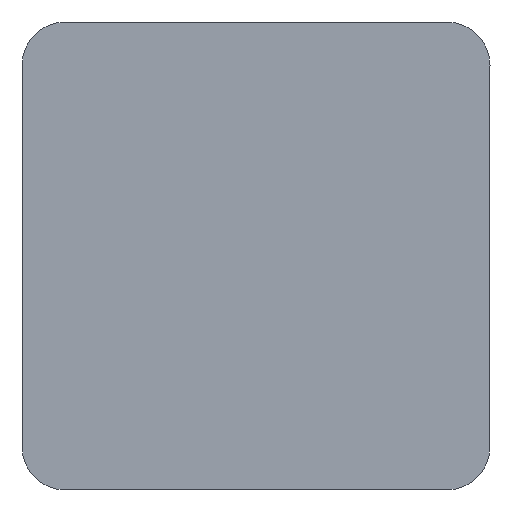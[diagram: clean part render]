
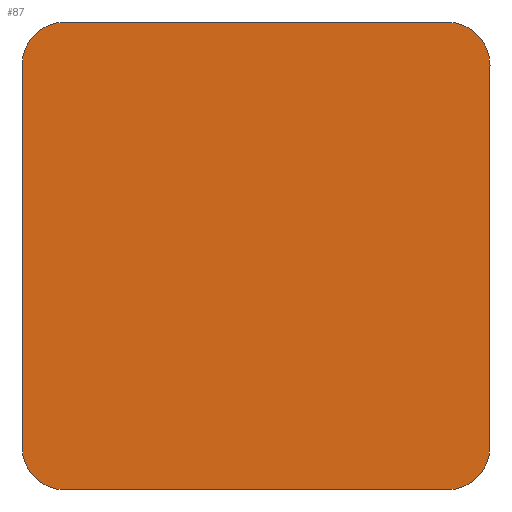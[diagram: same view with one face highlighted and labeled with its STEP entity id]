
A CAD part, top view. The second image highlights one B-rep face of the part: STEP entity #87.
In plain terms, the highlighted planar face has unit normal (0, 0, 1).
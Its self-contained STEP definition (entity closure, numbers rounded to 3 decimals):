
#75=VERTEX_POINT('',#193);
#77=EDGE_CURVE('',#133,#93,#195,.T.);
#87=ADVANCED_FACE('',(#208),#209,.T.);
#93=VERTEX_POINT('',#215);
#99=EDGE_CURVE('',#123,#145,#222,.T.);
#103=EDGE_CURVE('',#145,#157,#226,.T.);
#113=EDGE_CURVE('',#93,#123,#236,.T.);
#123=VERTEX_POINT('',#247);
#129=VERTEX_POINT('',#254);
#133=VERTEX_POINT('',#258);
#135=EDGE_CURVE('',#173,#133,#260,.T.);
#139=EDGE_CURVE('',#75,#173,#264,.T.);
#143=EDGE_CURVE('',#129,#75,#268,.T.);
#145=VERTEX_POINT('',#270);
#157=VERTEX_POINT('',#284);
#163=EDGE_CURVE('',#157,#129,#290,.T.);
#173=VERTEX_POINT('',#301);
#193=CARTESIAN_POINT('',(0.6,0.0,0.0));
#195=LINE('',#314,#315);
#208=FACE_OUTER_BOUND('',#328,.T.);
#209=PLANE('',#329);
#215=CARTESIAN_POINT('',(6.46,5.86,0.0));
#222=LINE('',#346,#347);
#226=CIRCLE('',#352,0.6);
#236=CIRCLE('',#368,0.6);
#247=CARTESIAN_POINT('',(5.86,6.46,0.0));
#254=CARTESIAN_POINT('',(0.0,0.6,0.0));
#258=CARTESIAN_POINT('',(6.46,0.6,0.0));
#260=CIRCLE('',#399,0.6);
#264=LINE('',#404,#405);
#268=CIRCLE('',#412,0.6);
#270=CARTESIAN_POINT('',(0.6,6.46,0.0));
#284=CARTESIAN_POINT('',(0.,5.86,0.0));
#290=LINE('',#439,#440);
#301=CARTESIAN_POINT('',(5.86,0.0,0.0));
#314=CARTESIAN_POINT('',(6.46,0.6,0.0));
#315=VECTOR('',#462,1.0);
#328=EDGE_LOOP('',(#488,#489,#490,#491,#492,#493,#494,#495));
#329=AXIS2_PLACEMENT_3D('',#496,#497,#498);
#346=CARTESIAN_POINT('',(5.86,6.46,0.0));
#347=VECTOR('',#511,1.0);
#352=AXIS2_PLACEMENT_3D('',#512,#513,#514);
#368=AXIS2_PLACEMENT_3D('',#520,#521,#522);
#399=AXIS2_PLACEMENT_3D('',#542,#543,#544);
#404=CARTESIAN_POINT('',(0.6,0.0,0.0));
#405=VECTOR('',#545,1.0);
#412=AXIS2_PLACEMENT_3D('',#547,#548,#549);
#439=CARTESIAN_POINT('',(0.0,5.86,0.0));
#440=VECTOR('',#576,1.0);
#462=DIRECTION('',(0.0,1.0,0.0));
#488=ORIENTED_EDGE('',*,*,#139,.T.);
#489=ORIENTED_EDGE('',*,*,#135,.T.);
#490=ORIENTED_EDGE('',*,*,#77,.T.);
#491=ORIENTED_EDGE('',*,*,#113,.T.);
#492=ORIENTED_EDGE('',*,*,#99,.T.);
#493=ORIENTED_EDGE('',*,*,#103,.T.);
#494=ORIENTED_EDGE('',*,*,#163,.T.);
#495=ORIENTED_EDGE('',*,*,#143,.T.);
#496=CARTESIAN_POINT('',(3.23,3.23,0.0));
#497=DIRECTION('',(0.0,0.0,1.0));
#498=DIRECTION('',(1.0,0.0,0.0));
#511=DIRECTION('',(-1.0,0.0,0.0));
#512=CARTESIAN_POINT('',(0.6,5.86,0.0));
#513=DIRECTION('',(0.0,0.0,1.0));
#514=DIRECTION('',(0.,1.0,0.0));
#520=CARTESIAN_POINT('',(5.86,5.86,0.0));
#521=DIRECTION('',(0.0,-0.0,1.0));
#522=DIRECTION('',(1.0,0.,0.0));
#542=CARTESIAN_POINT('',(5.86,0.6,0.0));
#543=DIRECTION('',(0.0,0.0,1.0));
#544=DIRECTION('',(0.,-1.0,0.0));
#545=DIRECTION('',(1.0,0.0,0.0));
#547=CARTESIAN_POINT('',(0.6,0.6,0.0));
#548=DIRECTION('',(0.0,0.0,1.0));
#549=DIRECTION('',(-1.0,0.,0.0));
#576=DIRECTION('',(0.0,-1.0,0.0));
